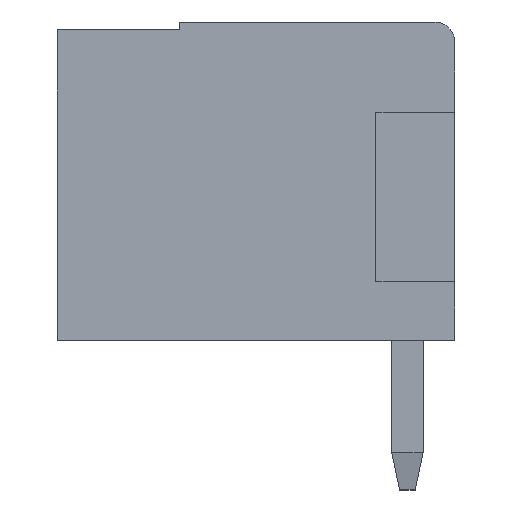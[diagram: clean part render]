
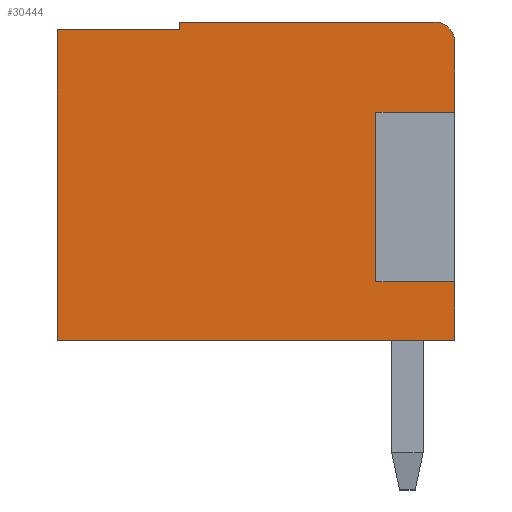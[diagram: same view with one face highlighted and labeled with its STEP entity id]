
A CAD part, left-side view. The second image highlights one B-rep face of the part: STEP entity #30444.
In plain terms, the highlighted planar face has unit normal (-1, 0, 0).
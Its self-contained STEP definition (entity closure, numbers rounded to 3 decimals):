
#474 = LINE ( 'NONE', #13135, #6016 ) ;
#508 = VERTEX_POINT ( 'NONE', #26947 ) ;
#515 = VECTOR ( 'NONE', #26526, 1000. ) ;
#934 = LINE ( 'NONE', #34254, #11044 ) ;
#1313 = CARTESIAN_POINT ( 'NONE',  ( 0., 10.1, 0. ) ) ;
#1517 = EDGE_CURVE ( 'NONE', #19220, #12479, #5180, .T. ) ;
#1636 = ORIENTED_EDGE ( 'NONE', *, *, #20022, .F. ) ;
#2155 = CARTESIAN_POINT ( 'NONE',  ( 0., 0., 8.1 ) ) ;
#3738 = VERTEX_POINT ( 'NONE', #4423 ) ;
#3777 = DIRECTION ( 'NONE',  ( 0., -1., 0. ) ) ;
#3778 = DIRECTION ( 'NONE',  ( 0., 0., -1. ) ) ;
#3947 = LINE ( 'NONE', #1313, #24701 ) ;
#3971 = PLANE ( 'NONE',  #11559 ) ;
#4423 = CARTESIAN_POINT ( 'NONE',  ( 0., 0., 1.5 ) ) ;
#4465 = CARTESIAN_POINT ( 'NONE',  ( 0., 0., 5.8 ) ) ;
#4658 = LINE ( 'NONE', #4465, #33023 ) ;
#4736 = EDGE_CURVE ( 'NONE', #508, #37951, #8470, .T. ) ;
#5180 = LINE ( 'NONE', #2155, #23382 ) ;
#6016 = VECTOR ( 'NONE', #37004, 1000. ) ;
#6586 = ORIENTED_EDGE ( 'NONE', *, *, #1517, .T. ) ;
#8012 = CARTESIAN_POINT ( 'NONE',  ( 0., 0., 0. ) ) ;
#8261 = DIRECTION ( 'NONE',  ( -1., 0., 0. ) ) ;
#8366 = CARTESIAN_POINT ( 'NONE',  ( 0., 2., 5.8 ) ) ;
#8470 = LINE ( 'NONE', #35726, #515 ) ;
#9661 = ORIENTED_EDGE ( 'NONE', *, *, #34773, .F. ) ;
#9898 = VECTOR ( 'NONE', #27674, 1000. ) ;
#10037 = ORIENTED_EDGE ( 'NONE', *, *, #4736, .F. ) ;
#11044 = VECTOR ( 'NONE', #3777, 1000. ) ;
#11247 = EDGE_CURVE ( 'NONE', #35800, #3738, #13006, .T. ) ;
#11271 = DIRECTION ( 'NONE',  ( 0., 0., -1. ) ) ;
#11559 = AXIS2_PLACEMENT_3D ( 'NONE', #18803, #12997, #3778 ) ;
#12057 = EDGE_CURVE ( 'NONE', #19220, #29648, #4658, .T. ) ;
#12105 = VECTOR ( 'NONE', #22109, 1000. ) ;
#12412 = CARTESIAN_POINT ( 'NONE',  ( 0., 0., 8.1 ) ) ;
#12479 = VERTEX_POINT ( 'NONE', #27360 ) ;
#12997 = DIRECTION ( 'NONE',  ( 1., 0., 0. ) ) ;
#13006 = LINE ( 'NONE', #12412, #9898 ) ;
#13135 = CARTESIAN_POINT ( 'NONE',  ( 0., 2., 5.8 ) ) ;
#13707 = EDGE_CURVE ( 'NONE', #12479, #37951, #13906, .T. ) ;
#13745 = ORIENTED_EDGE ( 'NONE', *, *, #32422, .F. ) ;
#13906 = CIRCLE ( 'NONE', #34396, 0.5 ) ;
#14018 = VECTOR ( 'NONE', #21854, 1000. ) ;
#14468 = CARTESIAN_POINT ( 'NONE',  ( 0., 0.5, 7.6 ) ) ;
#14564 = EDGE_LOOP ( 'NONE', ( #6586, #24652, #10037, #9661, #1636, #17188, #22467, #15560, #13745, #17681, #17898 ) ) ;
#14816 = CARTESIAN_POINT ( 'NONE',  ( 0., 0.5, 8.1 ) ) ;
#15560 = ORIENTED_EDGE ( 'NONE', *, *, #11247, .T. ) ;
#17188 = ORIENTED_EDGE ( 'NONE', *, *, #28796, .F. ) ;
#17681 = ORIENTED_EDGE ( 'NONE', *, *, #17699, .F. ) ;
#17699 = EDGE_CURVE ( 'NONE', #29648, #36627, #474, .T. ) ;
#17898 = ORIENTED_EDGE ( 'NONE', *, *, #12057, .F. ) ;
#18340 = VECTOR ( 'NONE', #29037, 1000. ) ;
#18461 = LINE ( 'NONE', #27519, #14018 ) ;
#18803 = CARTESIAN_POINT ( 'NONE',  ( 0., 10.1, 8.1 ) ) ;
#19220 = VERTEX_POINT ( 'NONE', #21704 ) ;
#19949 = CARTESIAN_POINT ( 'NONE',  ( 0., 7., 7.9 ) ) ;
#20022 = EDGE_CURVE ( 'NONE', #31386, #34174, #31613, .T. ) ;
#21704 = CARTESIAN_POINT ( 'NONE',  ( 0., 0., 5.8 ) ) ;
#21854 = DIRECTION ( 'NONE',  ( 0., 0., 1. ) ) ;
#22109 = DIRECTION ( 'NONE',  ( 0., 0., 1. ) ) ;
#22288 = CARTESIAN_POINT ( 'NONE',  ( 0., 2., 1.5 ) ) ;
#22467 = ORIENTED_EDGE ( 'NONE', *, *, #38077, .T. ) ;
#22793 = CARTESIAN_POINT ( 'NONE',  ( 0., 10.1, 7.9 ) ) ;
#23116 = VERTEX_POINT ( 'NONE', #25307 ) ;
#23382 = VECTOR ( 'NONE', #35846, 1000. ) ;
#24186 = CARTESIAN_POINT ( 'NONE',  ( 0., 10.1, 7.9 ) ) ;
#24652 = ORIENTED_EDGE ( 'NONE', *, *, #13707, .T. ) ;
#24701 = VECTOR ( 'NONE', #37438, 1000. ) ;
#25307 = CARTESIAN_POINT ( 'NONE',  ( 0., 10.1, 0. ) ) ;
#25929 = LINE ( 'NONE', #38147, #12105 ) ;
#26526 = DIRECTION ( 'NONE',  ( 0., -1., 0. ) ) ;
#26947 = CARTESIAN_POINT ( 'NONE',  ( 0., 7., 8.1 ) ) ;
#27360 = CARTESIAN_POINT ( 'NONE',  ( 0., 0., 7.6 ) ) ;
#27519 = CARTESIAN_POINT ( 'NONE',  ( 0., 10.1, 8.1 ) ) ;
#27674 = DIRECTION ( 'NONE',  ( 0., 0., 1. ) ) ;
#28796 = EDGE_CURVE ( 'NONE', #23116, #31386, #18461, .T. ) ;
#29037 = DIRECTION ( 'NONE',  ( 0., -1., 0. ) ) ;
#29648 = VERTEX_POINT ( 'NONE', #8366 ) ;
#30444 = ADVANCED_FACE ( 'NONE', ( #34064 ), #3971, .F. ) ;
#31386 = VERTEX_POINT ( 'NONE', #24186 ) ;
#31613 = LINE ( 'NONE', #22793, #18340 ) ;
#32142 = DIRECTION ( 'NONE',  ( 0., 1., 0. ) ) ;
#32422 = EDGE_CURVE ( 'NONE', #36627, #3738, #934, .T. ) ;
#33023 = VECTOR ( 'NONE', #32142, 1000. ) ;
#34064 = FACE_OUTER_BOUND ( 'NONE', #14564, .T. ) ;
#34174 = VERTEX_POINT ( 'NONE', #19949 ) ;
#34254 = CARTESIAN_POINT ( 'NONE',  ( 0., 0., 1.5 ) ) ;
#34396 = AXIS2_PLACEMENT_3D ( 'NONE', #14468, #8261, #11271 ) ;
#34773 = EDGE_CURVE ( 'NONE', #34174, #508, #25929, .T. ) ;
#35726 = CARTESIAN_POINT ( 'NONE',  ( 0., 10.1, 8.1 ) ) ;
#35800 = VERTEX_POINT ( 'NONE', #8012 ) ;
#35846 = DIRECTION ( 'NONE',  ( 0., 0., 1. ) ) ;
#36627 = VERTEX_POINT ( 'NONE', #22288 ) ;
#37004 = DIRECTION ( 'NONE',  ( 0., 0., -1. ) ) ;
#37438 = DIRECTION ( 'NONE',  ( 0., -1., 0. ) ) ;
#37951 = VERTEX_POINT ( 'NONE', #14816 ) ;
#38077 = EDGE_CURVE ( 'NONE', #23116, #35800, #3947, .T. ) ;
#38147 = CARTESIAN_POINT ( 'NONE',  ( 0., 7., 7.9 ) ) ;
